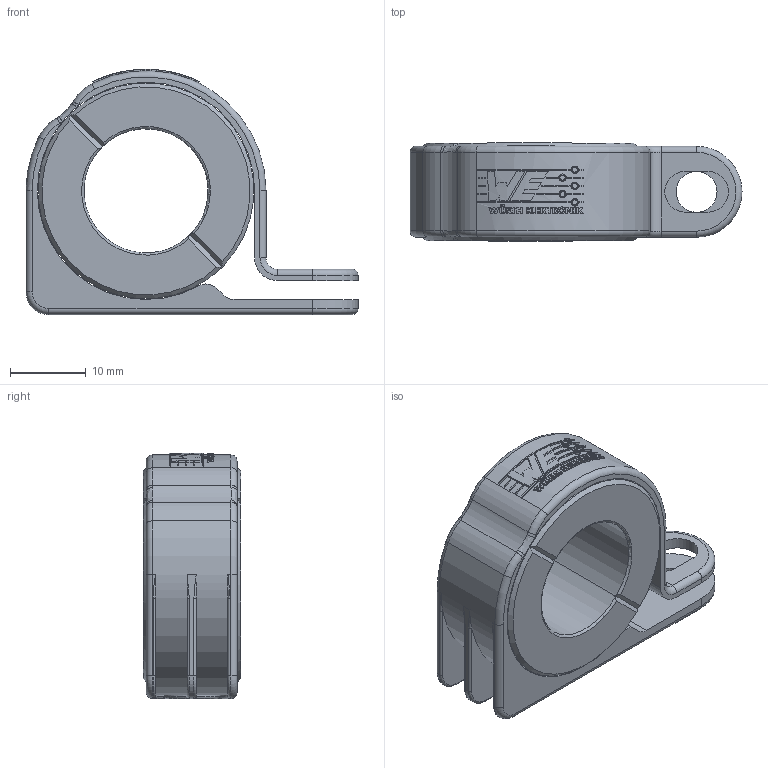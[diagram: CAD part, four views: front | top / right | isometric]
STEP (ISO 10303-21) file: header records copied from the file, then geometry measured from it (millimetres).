
FILE_DESCRIPTION( ( 'Unknown' ), '1' );
FILE_NAME( '74271338.stp', 'Unknown', ( 'Unknown' ), ( 'Unknown' ), 'PSStep 19.0.9', 'Unknown', ' ' );
FILE_SCHEMA( ( 'AUTOMOTIVE_DESIGN { 1 0 10303 214 1 1 1 1 }' ) );
Length unit declared in the file: millimetre
Products named in the file (4): Assem1; 74271338; 74271338_0; 74271338_1
Assembly tree (3 placements, depth 2):
  Assem1
    74271338
    74271338_0
    74271338_1
Bounding box: 43.85 x 12.9 x 32.4 mm (x, y, z)
Volume: 7777.4 mm3; surface area: 6561 mm2
Topology: 3 solids, 3 shells, 562 faces, 1517 edges, 992 vertices
Faces by surface type: plane 375, cylinder 131, torus 30, extrusion 16, bspline 6, cone 4
Full cylindrical faces by diameter (mm): 0.222 x2, 0.684 x3, 0.685 x2, 5.4 x1
Entity records: 33359 total; most frequent: CARTESIAN_POINT 4989, ORIENTED_EDGE 2998, DIRECTION 2875, PRESENTATION_STYLE_ASSIGNMENT 2626, COLOUR_RGB 2626, STYLED_ITEM 2064, CURVE_STYLE 2064, DRAUGHTING_PRE_DEFINED_CURVE_FONT 2064
